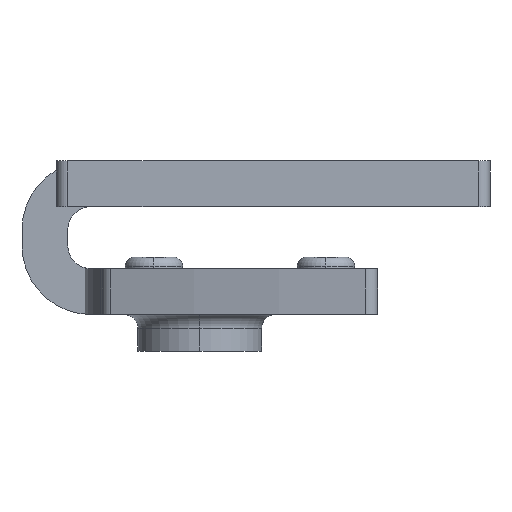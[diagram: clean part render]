
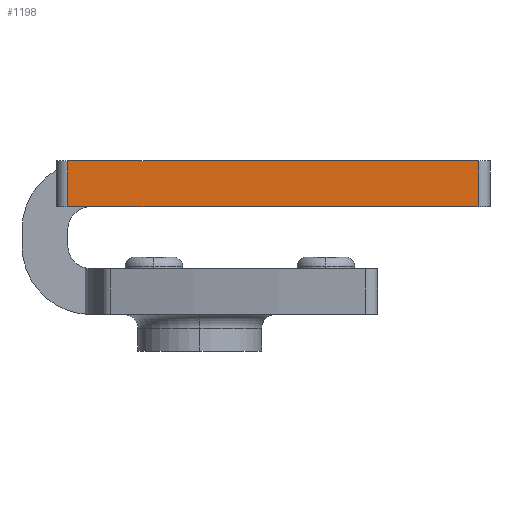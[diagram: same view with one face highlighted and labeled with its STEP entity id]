
A CAD part, left-side view. The second image highlights one B-rep face of the part: STEP entity #1198.
In plain terms, the highlighted planar face has unit normal (-1, 0, 0).
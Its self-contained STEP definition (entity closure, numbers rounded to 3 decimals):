
#21 = ORIENTED_EDGE ( 'NONE', *, *, #927, .T. ) ;
#56 = CARTESIAN_POINT ( 'NONE',  ( 2717.162, 340.556, 6.7 ) ) ;
#90 = FACE_OUTER_BOUND ( 'NONE', #1102, .T. ) ;
#119 = CARTESIAN_POINT ( 'NONE',  ( 2717.162, 358.456, 8.55 ) ) ;
#225 = CARTESIAN_POINT ( 'NONE',  ( 2717.162, 340.556, 6.7 ) ) ;
#235 = EDGE_CURVE ( 'NONE', #811, #1263, #414, .T. ) ;
#260 = VECTOR ( 'NONE', #2539, 1000. ) ;
#271 = CARTESIAN_POINT ( 'NONE',  ( 2717.162, 340.556, 4.7 ) ) ;
#298 = DIRECTION ( 'NONE',  ( -1., 0., 0. ) ) ;
#414 = LINE ( 'NONE', #56, #2084 ) ;
#506 = CARTESIAN_POINT ( 'NONE',  ( 2717.162, 358.456, 6.7 ) ) ;
#603 = VECTOR ( 'NONE', #1892, 1000. ) ;
#669 = VERTEX_POINT ( 'NONE', #1319 ) ;
#811 = VERTEX_POINT ( 'NONE', #225 ) ;
#864 = VERTEX_POINT ( 'NONE', #1016 ) ;
#927 = EDGE_CURVE ( 'NONE', #864, #1263, #1404, .T. ) ;
#1016 = CARTESIAN_POINT ( 'NONE',  ( 2717.162, 358.456, 4.7 ) ) ;
#1057 = LINE ( 'NONE', #2079, #603 ) ;
#1102 = EDGE_LOOP ( 'NONE', ( #1426, #2454, #21, #2444 ) ) ;
#1198 = ADVANCED_FACE ( 'NONE', ( #90 ), #1280, .T. ) ;
#1263 = VERTEX_POINT ( 'NONE', #271 ) ;
#1280 = PLANE ( 'NONE',  #2143 ) ;
#1317 = DIRECTION ( 'NONE',  ( 0., -1., 0. ) ) ;
#1319 = CARTESIAN_POINT ( 'NONE',  ( 2717.162, 358.456, 6.7 ) ) ;
#1404 = LINE ( 'NONE', #2221, #2563 ) ;
#1426 = ORIENTED_EDGE ( 'NONE', *, *, #2172, .F. ) ;
#1613 = DIRECTION ( 'NONE',  ( 0., -1., 0. ) ) ;
#1654 = DIRECTION ( 'NONE',  ( 0., 0., -1. ) ) ;
#1878 = LINE ( 'NONE', #119, #260 ) ;
#1892 = DIRECTION ( 'NONE',  ( 0., -1., 0. ) ) ;
#2079 = CARTESIAN_POINT ( 'NONE',  ( 2717.162, 358.456, 6.7 ) ) ;
#2084 = VECTOR ( 'NONE', #1654, 1000. ) ;
#2143 = AXIS2_PLACEMENT_3D ( 'NONE', #506, #298, #1317 ) ;
#2172 = EDGE_CURVE ( 'NONE', #669, #811, #1057, .T. ) ;
#2210 = EDGE_CURVE ( 'NONE', #669, #864, #1878, .T. ) ;
#2221 = CARTESIAN_POINT ( 'NONE',  ( 2717.162, 358.456, 4.7 ) ) ;
#2444 = ORIENTED_EDGE ( 'NONE', *, *, #235, .F. ) ;
#2454 = ORIENTED_EDGE ( 'NONE', *, *, #2210, .T. ) ;
#2539 = DIRECTION ( 'NONE',  ( 0., 0., -1. ) ) ;
#2563 = VECTOR ( 'NONE', #1613, 1000. ) ;
